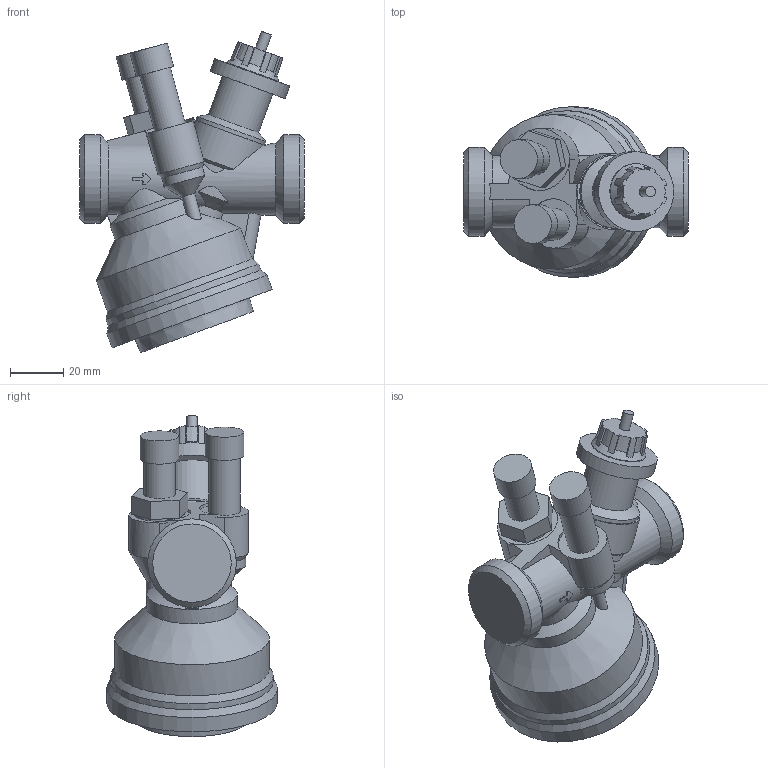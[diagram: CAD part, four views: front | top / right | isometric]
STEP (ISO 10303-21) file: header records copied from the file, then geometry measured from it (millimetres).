
FILE_DESCRIPTION( ( 'Unknown' ), '1' );
FILE_NAME( 'TA-COMPACT-P_DN20.stp', 'Unknown', ( 'Unknown' ), ( 'Unknown' ), 'PSStep 14.0', 'Unknown', ' ' );
FILE_SCHEMA( ( 'AUTOMOTIVE_DESIGN { 1 0 10303 214 1 1 1 1 }' ) );
Length unit declared in the file: millimetre
Products named in the file (1): 31064202
Bounding box: 84.4 x 64 x 120.59 mm (x, y, z)
Volume: 194667.4 mm3; surface area: 30056 mm2
Topology: 1 solids, 1 shells, 138 faces, 360 edges, 238 vertices
Faces by surface type: plane 56, cylinder 41, cone 36, extrusion 4, revolution 1
Full cylindrical faces by diameter (mm): 4 x1, 11.933 x2, 14.5 x2, 18.5 x1, 20 x1, 21 x1, 27 x1, 27.5 x1, 30 x1, 33.249 x2, 56.6 x1, 61 x1, 64 x1
Entity records: 6255 total; most frequent: CARTESIAN_POINT 2000, ORIENTED_EDGE 648, DIRECTION 633, EDGE_CURVE 324, AXIS2_PLACEMENT_3D 248, VERTEX_POINT 228, EDGE_LOOP 178, FACE_OUTER_BOUND 155
